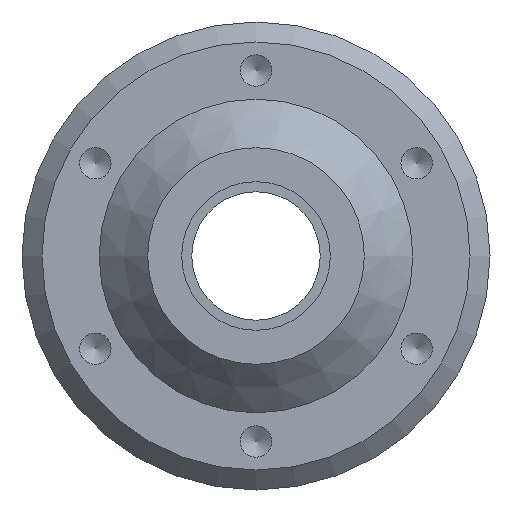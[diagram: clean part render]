
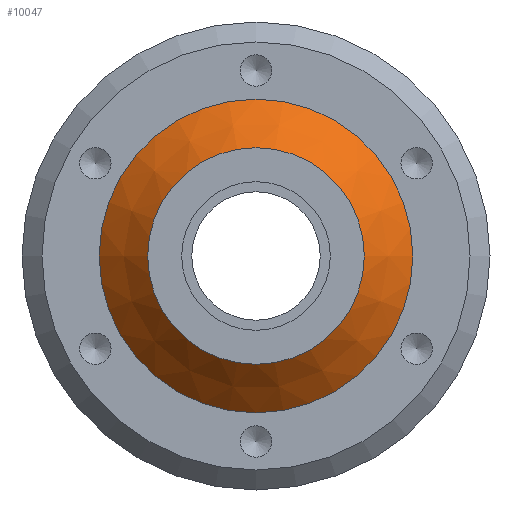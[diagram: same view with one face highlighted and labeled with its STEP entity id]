
A CAD part, left-side view. The second image highlights one B-rep face of the part: STEP entity #10047.
In plain terms, the highlighted conical face has half-angle 45 degrees and reference radius 54.95 mm.
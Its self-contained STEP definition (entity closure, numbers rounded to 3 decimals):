
#9379 = CYLINDRICAL_SURFACE('',#9380,54.95);
#9380 = AXIS2_PLACEMENT_3D('',#9381,#9382,#9383);
#9381 = CARTESIAN_POINT('',(-25.,0.,0.));
#9382 = DIRECTION('',(1.,0.,0.));
#9383 = DIRECTION('',(0.,1.,0.));
#9739 = EDGE_CURVE('',#9740,#9740,#9742,.T.);
#9740 = VERTEX_POINT('',#9741);
#9741 = CARTESIAN_POINT('',(-25.,54.95,0.));
#9742 = SURFACE_CURVE('',#9743,(#9748,#9755),.PCURVE_S1.);
#9743 = CIRCLE('',#9744,54.95);
#9744 = AXIS2_PLACEMENT_3D('',#9745,#9746,#9747);
#9745 = CARTESIAN_POINT('',(-25.,0.,0.));
#9746 = DIRECTION('',(1.,0.,0.));
#9747 = DIRECTION('',(0.,1.,0.));
#9748 = PCURVE('',#9379,#9749);
#9749 = DEFINITIONAL_REPRESENTATION('',(#9750),#9754);
#9750 = LINE('',#9751,#9752);
#9751 = CARTESIAN_POINT('',(0.,0.));
#9752 = VECTOR('',#9753,1.);
#9753 = DIRECTION('',(1.,0.));
#9754 = ( GEOMETRIC_REPRESENTATION_CONTEXT(2) 
PARAMETRIC_REPRESENTATION_CONTEXT() REPRESENTATION_CONTEXT('2D SPACE',''
  ) );
#9755 = PCURVE('',#9756,#9761);
#9756 = CONICAL_SURFACE('',#9757,54.95,0.785);
#9757 = AXIS2_PLACEMENT_3D('',#9758,#9759,#9760);
#9758 = CARTESIAN_POINT('',(-25.,0.,0.));
#9759 = DIRECTION('',(1.,0.,0.));
#9760 = DIRECTION('',(0.,1.,0.));
#9761 = DEFINITIONAL_REPRESENTATION('',(#9762),#9766);
#9762 = LINE('',#9763,#9764);
#9763 = CARTESIAN_POINT('',(0.,0.));
#9764 = VECTOR('',#9765,1.);
#9765 = DIRECTION('',(1.,0.));
#9766 = ( GEOMETRIC_REPRESENTATION_CONTEXT(2) 
PARAMETRIC_REPRESENTATION_CONTEXT() REPRESENTATION_CONTEXT('2D SPACE',''
  ) );
#10047 = ADVANCED_FACE('',(#10048),#9756,.T.);
#10048 = FACE_BOUND('',#10049,.F.);
#10049 = EDGE_LOOP('',(#10050,#10051,#10074,#10101));
#10050 = ORIENTED_EDGE('',*,*,#9739,.T.);
#10051 = ORIENTED_EDGE('',*,*,#10052,.T.);
#10052 = EDGE_CURVE('',#9740,#10053,#10055,.T.);
#10053 = VERTEX_POINT('',#10054);
#10054 = CARTESIAN_POINT('',(-42.,37.95,0.));
#10055 = SEAM_CURVE('',#10056,(#10060,#10067),.PCURVE_S1.);
#10056 = LINE('',#10057,#10058);
#10057 = CARTESIAN_POINT('',(-25.,54.95,0.));
#10058 = VECTOR('',#10059,1.);
#10059 = DIRECTION('',(-0.707,-0.707,0.));
#10060 = PCURVE('',#9756,#10061);
#10061 = DEFINITIONAL_REPRESENTATION('',(#10062),#10066);
#10062 = LINE('',#10063,#10064);
#10063 = CARTESIAN_POINT('',(6.283,0.));
#10064 = VECTOR('',#10065,1.);
#10065 = DIRECTION('',(0.,-1.));
#10066 = ( GEOMETRIC_REPRESENTATION_CONTEXT(2) 
PARAMETRIC_REPRESENTATION_CONTEXT() REPRESENTATION_CONTEXT('2D SPACE',''
  ) );
#10067 = PCURVE('',#9756,#10068);
#10068 = DEFINITIONAL_REPRESENTATION('',(#10069),#10073);
#10069 = LINE('',#10070,#10071);
#10070 = CARTESIAN_POINT('',(0.,0.));
#10071 = VECTOR('',#10072,1.);
#10072 = DIRECTION('',(0.,-1.));
#10073 = ( GEOMETRIC_REPRESENTATION_CONTEXT(2) 
PARAMETRIC_REPRESENTATION_CONTEXT() REPRESENTATION_CONTEXT('2D SPACE',''
  ) );
#10074 = ORIENTED_EDGE('',*,*,#10075,.F.);
#10075 = EDGE_CURVE('',#10053,#10053,#10076,.T.);
#10076 = SURFACE_CURVE('',#10077,(#10082,#10089),.PCURVE_S1.);
#10077 = CIRCLE('',#10078,37.95);
#10078 = AXIS2_PLACEMENT_3D('',#10079,#10080,#10081);
#10079 = CARTESIAN_POINT('',(-42.,0.,0.));
#10080 = DIRECTION('',(1.,0.,0.));
#10081 = DIRECTION('',(0.,1.,0.));
#10082 = PCURVE('',#9756,#10083);
#10083 = DEFINITIONAL_REPRESENTATION('',(#10084),#10088);
#10084 = LINE('',#10085,#10086);
#10085 = CARTESIAN_POINT('',(0.,-17.));
#10086 = VECTOR('',#10087,1.);
#10087 = DIRECTION('',(1.,0.));
#10088 = ( GEOMETRIC_REPRESENTATION_CONTEXT(2) 
PARAMETRIC_REPRESENTATION_CONTEXT() REPRESENTATION_CONTEXT('2D SPACE',''
  ) );
#10089 = PCURVE('',#10090,#10095);
#10090 = PLANE('',#10091);
#10091 = AXIS2_PLACEMENT_3D('',#10092,#10093,#10094);
#10092 = CARTESIAN_POINT('',(-42.,0.,0.));
#10093 = DIRECTION('',(1.,0.,0.));
#10094 = DIRECTION('',(0.,1.,0.));
#10095 = DEFINITIONAL_REPRESENTATION('',(#10096),#10100);
#10096 = CIRCLE('',#10097,37.95);
#10097 = AXIS2_PLACEMENT_2D('',#10098,#10099);
#10098 = CARTESIAN_POINT('',(0.,0.));
#10099 = DIRECTION('',(1.,0.));
#10100 = ( GEOMETRIC_REPRESENTATION_CONTEXT(2) 
PARAMETRIC_REPRESENTATION_CONTEXT() REPRESENTATION_CONTEXT('2D SPACE',''
  ) );
#10101 = ORIENTED_EDGE('',*,*,#10052,.F.);
